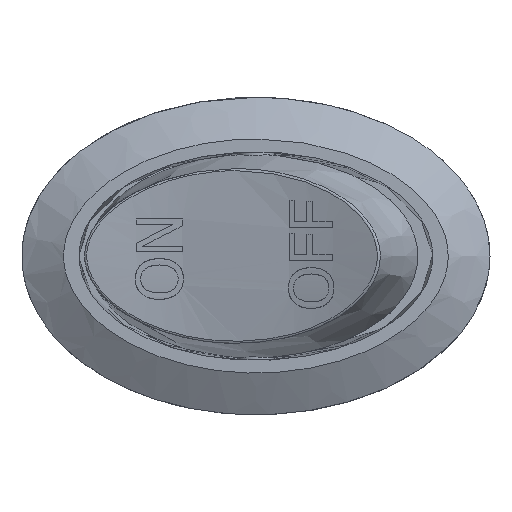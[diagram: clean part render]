
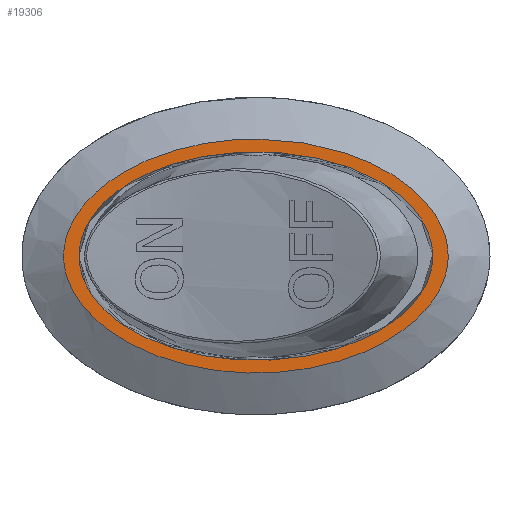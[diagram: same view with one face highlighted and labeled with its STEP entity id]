
A CAD part, top view. The second image highlights one B-rep face of the part: STEP entity #19306.
In plain terms, the highlighted planar face has unit normal (0, 0, 1).
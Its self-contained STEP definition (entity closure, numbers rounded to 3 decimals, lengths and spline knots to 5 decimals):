
#1542=B_SPLINE_CURVE_WITH_KNOTS('',3,(#41930,#41931,#41932,#41933,#41934,
#41935,#41936,#41937,#41938,#41939,#41940,#41941,#41942,#41943,#41944,#41945,
#41946,#41947,#41948,#41949,#41950,#41951,#41952,#41953,#41954,#41955,#41956),
 .UNSPECIFIED.,.T.,.F.,(4,1,1,1,1,1,1,1,1,1,1,1,1,1,1,1,1,1,1,1,1,1,1,1,
4),(0.,0.19271,0.38542,0.77085,0.96356,
1.15627,1.25263,1.34898,1.5417,1.79865,
2.31254,3.08339,3.34034,3.59729,3.85424,
3.98272,4.11119,4.23967,4.36814,4.62509,
4.72145,4.8178,5.01051,5.20323,5.39594),
 .UNSPECIFIED.);
#1842=ELLIPSE('',#20317,0.38386,0.22638);
#1968=FACE_BOUND('',#4178,.T.);
#3025=FACE_OUTER_BOUND('',#4177,.T.);
#4177=EDGE_LOOP('',(#17618));
#4178=EDGE_LOOP('',(#17619));
#8979=VERTEX_POINT('',#41807);
#8982=VERTEX_POINT('',#41925);
#11859=EDGE_CURVE('',#8979,#8979,#1842,.T.);
#11864=EDGE_CURVE('',#8982,#8982,#1542,.T.);
#17618=ORIENTED_EDGE('',*,*,#11864,.F.);
#17619=ORIENTED_EDGE('',*,*,#11859,.T.);
#18251=PLANE('',#20321);
#19306=ADVANCED_FACE('',(#3025,#1968),#18251,.F.);
#20317=AXIS2_PLACEMENT_3D('',#41808,#23716,#23717);
#20321=AXIS2_PLACEMENT_3D('',#42010,#23725,#23726);
#23716=DIRECTION('center_axis',(0.,0.,-1.));
#23717=DIRECTION('ref_axis',(1.,0.,0.));
#23725=DIRECTION('center_axis',(0.,0.,-1.));
#23726=DIRECTION('ref_axis',(-1.,0.,0.));
#41807=CARTESIAN_POINT('',(-0.38386,0.,0.61024));
#41808=CARTESIAN_POINT('Origin',(0.,0.,0.61024));
#41925=CARTESIAN_POINT('',(0.,0.25394,0.61024));
#41930=CARTESIAN_POINT('Ctrl Pts',(0.,0.25394,
0.61024));
#41931=CARTESIAN_POINT('Ctrl Pts',(0.01733,0.25394,
0.61024));
#41932=CARTESIAN_POINT('Ctrl Pts',(0.05067,0.25286,
0.61024));
#41933=CARTESIAN_POINT('Ctrl Pts',(0.15418,0.24047,
0.61024));
#41934=CARTESIAN_POINT('Ctrl Pts',(0.27279,0.19742,0.61024));
#41935=CARTESIAN_POINT('Ctrl Pts',(0.35374,0.13595,0.61024));
#41936=CARTESIAN_POINT('Ctrl Pts',(0.39477,0.08587,
0.61024));
#41937=CARTESIAN_POINT('Ctrl Pts',(0.41378,0.03834,
0.61024));
#41938=CARTESIAN_POINT('Ctrl Pts',(0.421,-0.01293,
0.61024));
#41939=CARTESIAN_POINT('Ctrl Pts',(0.4003,-0.08442,
0.61024));
#41940=CARTESIAN_POINT('Ctrl Pts',(0.31195,-0.17991,
0.61024));
#41941=CARTESIAN_POINT('Ctrl Pts',(0.12108,-0.25992,
0.61024));
#41942=CARTESIAN_POINT('Ctrl Pts',(-0.0867,-0.26024,
0.61024));
#41943=CARTESIAN_POINT('Ctrl Pts',(-0.24794,-0.20651,
0.61024));
#41944=CARTESIAN_POINT('Ctrl Pts',(-0.3358,-0.15449,
0.61024));
#41945=CARTESIAN_POINT('Ctrl Pts',(-0.39425,-0.09071,
0.61024));
#41946=CARTESIAN_POINT('Ctrl Pts',(-0.41811,-0.0259,
0.61024));
#41947=CARTESIAN_POINT('Ctrl Pts',(-0.41795,0.02592,
0.61024));
#41948=CARTESIAN_POINT('Ctrl Pts',(-0.4004,0.07447,
0.61024));
#41949=CARTESIAN_POINT('Ctrl Pts',(-0.36067,0.13023,
0.61024));
#41950=CARTESIAN_POINT('Ctrl Pts',(-0.31059,0.1699,
0.61024));
#41951=CARTESIAN_POINT('Ctrl Pts',(-0.25368,0.20056,
0.61024));
#41952=CARTESIAN_POINT('Ctrl Pts',(-0.19948,0.22341,
0.61024));
#41953=CARTESIAN_POINT('Ctrl Pts',(-0.12808,0.24328,
0.61024));
#41954=CARTESIAN_POINT('Ctrl Pts',(-0.05078,0.253,
0.61024));
#41955=CARTESIAN_POINT('Ctrl Pts',(-0.01733,0.25394,
0.61024));
#41956=CARTESIAN_POINT('Ctrl Pts',(0.,0.25394,
0.61024));
#42010=CARTESIAN_POINT('Origin',(0.,0.,0.61024));
